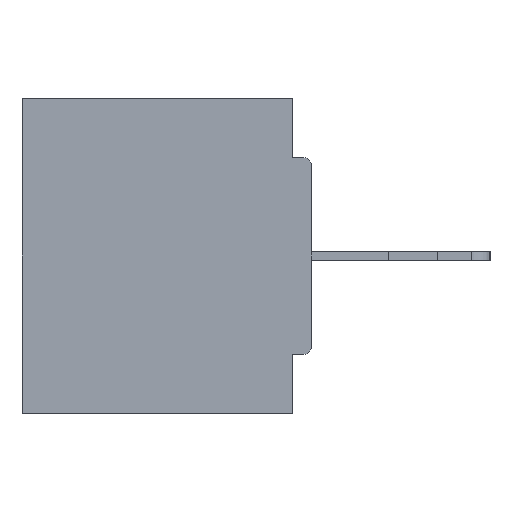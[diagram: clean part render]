
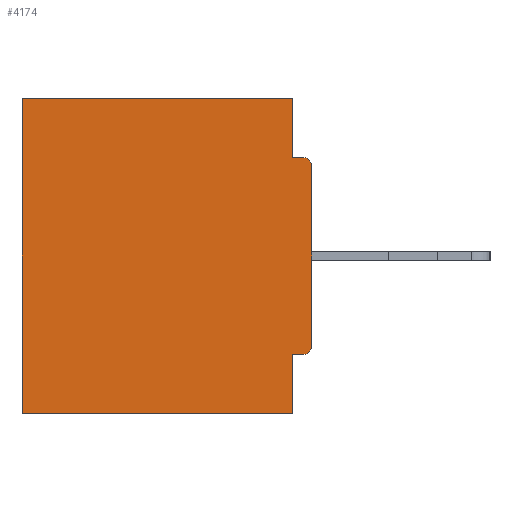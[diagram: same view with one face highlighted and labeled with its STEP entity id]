
A CAD part, left-side view. The second image highlights one B-rep face of the part: STEP entity #4174.
In plain terms, the highlighted planar face has unit normal (-1, 0, 0).
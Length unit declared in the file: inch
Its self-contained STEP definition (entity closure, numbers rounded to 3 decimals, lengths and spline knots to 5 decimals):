
#739 = ORIENTED_EDGE ( 'NONE', *, *, #8721, .T. ) ;
#920 = CARTESIAN_POINT ( 'NONE',  ( 0.298, 0., 0. ) ) ;
#931 = ORIENTED_EDGE ( 'NONE', *, *, #3734, .T. ) ;
#1058 = DIRECTION ( 'NONE',  ( 0., 1., 0. ) ) ;
#1466 = CARTESIAN_POINT ( 'NONE',  ( 0.298, 0.46, 0. ) ) ;
#1787 = VECTOR ( 'NONE', #1058, 39.37008 ) ;
#1860 = CARTESIAN_POINT ( 'NONE',  ( 0.298, 0., -0.4065 ) ) ;
#2187 = ORIENTED_EDGE ( 'NONE', *, *, #31223, .F. ) ;
#2532 = ORIENTED_EDGE ( 'NONE', *, *, #22484, .F. ) ;
#2843 = DIRECTION ( 'NONE',  ( 0., 0., -1. ) ) ;
#3267 = VERTEX_POINT ( 'NONE', #24637 ) ;
#3497 = CIRCLE ( 'NONE', #8687, 0.015 ) ;
#3531 = CARTESIAN_POINT ( 'NONE',  ( 0.298, 0., 0. ) ) ;
#3734 = EDGE_CURVE ( 'NONE', #36956, #28176, #3497, .T. ) ;
#3975 = VERTEX_POINT ( 'NONE', #38651 ) ;
#4058 = CARTESIAN_POINT ( 'NONE',  ( 0.298, 0.015, -0.1085 ) ) ;
#4174 = ADVANCED_FACE ( 'NONE', ( #21720 ), #39648, .F. ) ;
#4983 = EDGE_CURVE ( 'NONE', #3267, #33073, #21625, .T. ) ;
#5814 = CARTESIAN_POINT ( 'NONE',  ( 0.298, 0., -0.5 ) ) ;
#6861 = VECTOR ( 'NONE', #34310, 39.37008 ) ;
#7046 = CARTESIAN_POINT ( 'NONE',  ( 0.298, 0., -0.3915 ) ) ;
#7575 = VERTEX_POINT ( 'NONE', #22747 ) ;
#8434 = CARTESIAN_POINT ( 'NONE',  ( 0.298, 0.031, -0.5 ) ) ;
#8687 = AXIS2_PLACEMENT_3D ( 'NONE', #27364, #12293, #9249 ) ;
#8721 = EDGE_CURVE ( 'NONE', #30469, #25922, #10070, .T. ) ;
#9060 = ORIENTED_EDGE ( 'NONE', *, *, #4983, .F. ) ;
#9249 = DIRECTION ( 'NONE',  ( 0., 0., -1. ) ) ;
#9598 = VECTOR ( 'NONE', #11634, 39.37008 ) ;
#9762 = CARTESIAN_POINT ( 'NONE',  ( 0.298, 0.031, -0.0935 ) ) ;
#10070 = LINE ( 'NONE', #22364, #22144 ) ;
#10929 = DIRECTION ( 'NONE',  ( -1., 0., 0. ) ) ;
#11634 = DIRECTION ( 'NONE',  ( 0., 0., -1. ) ) ;
#12293 = DIRECTION ( 'NONE',  ( -1., 0., 0. ) ) ;
#13007 = ORIENTED_EDGE ( 'NONE', *, *, #18029, .T. ) ;
#13687 = DIRECTION ( 'NONE',  ( 0., 0., -1. ) ) ;
#14570 = EDGE_LOOP ( 'NONE', ( #16933, #2532, #9060, #13007, #739, #2187, #34924, #25605, #931, #24037 ) ) ;
#14888 = DIRECTION ( 'NONE',  ( 0., -1., 0. ) ) ;
#14918 = CARTESIAN_POINT ( 'NONE',  ( 0.298, 0.46, -0.5 ) ) ;
#15786 = AXIS2_PLACEMENT_3D ( 'NONE', #3531, #36433, #15855 ) ;
#15855 = DIRECTION ( 'NONE',  ( 0., 0., -1. ) ) ;
#16081 = DIRECTION ( 'NONE',  ( 0., 1., 0. ) ) ;
#16278 = LINE ( 'NONE', #920, #20621 ) ;
#16933 = ORIENTED_EDGE ( 'NONE', *, *, #33689, .T. ) ;
#16998 = EDGE_CURVE ( 'NONE', #3975, #26387, #26907, .T. ) ;
#18012 = CARTESIAN_POINT ( 'NONE',  ( 0.298, 0.031, -0.5 ) ) ;
#18029 = EDGE_CURVE ( 'NONE', #3267, #30469, #16278, .T. ) ;
#18490 = LINE ( 'NONE', #5814, #30079 ) ;
#18809 = CARTESIAN_POINT ( 'NONE',  ( 0.298, 0., 0. ) ) ;
#20621 = VECTOR ( 'NONE', #16081, 39.37008 ) ;
#21625 = LINE ( 'NONE', #18012, #26774 ) ;
#21720 = FACE_OUTER_BOUND ( 'NONE', #14570, .T. ) ;
#22026 = LINE ( 'NONE', #18809, #6861 ) ;
#22144 = VECTOR ( 'NONE', #13687, 39.37008 ) ;
#22364 = CARTESIAN_POINT ( 'NONE',  ( 0.298, 0.46, 0. ) ) ;
#22484 = EDGE_CURVE ( 'NONE', #33073, #29171, #33422, .T. ) ;
#22747 = CARTESIAN_POINT ( 'NONE',  ( 0.298, 0., -0.1085 ) ) ;
#23204 = DIRECTION ( 'NONE',  ( 0., 0., -1. ) ) ;
#24037 = ORIENTED_EDGE ( 'NONE', *, *, #34828, .F. ) ;
#24637 = CARTESIAN_POINT ( 'NONE',  ( 0.298, 0.031, 0. ) ) ;
#25605 = ORIENTED_EDGE ( 'NONE', *, *, #27405, .F. ) ;
#25922 = VERTEX_POINT ( 'NONE', #14918 ) ;
#26387 = VERTEX_POINT ( 'NONE', #8434 ) ;
#26774 = VECTOR ( 'NONE', #2843, 39.37008 ) ;
#26907 = LINE ( 'NONE', #29748, #9598 ) ;
#27322 = DIRECTION ( 'NONE',  ( 0., 1., 0. ) ) ;
#27364 = CARTESIAN_POINT ( 'NONE',  ( 0.298, 0.015, -0.3915 ) ) ;
#27405 = EDGE_CURVE ( 'NONE', #36956, #3975, #35535, .T. ) ;
#27536 = CARTESIAN_POINT ( 'NONE',  ( 0.298, 0., -0.0935 ) ) ;
#28176 = VERTEX_POINT ( 'NONE', #7046 ) ;
#29133 = VECTOR ( 'NONE', #14888, 39.37008 ) ;
#29171 = VERTEX_POINT ( 'NONE', #35693 ) ;
#29748 = CARTESIAN_POINT ( 'NONE',  ( 0.298, 0.031, -0.5 ) ) ;
#30079 = VECTOR ( 'NONE', #27322, 39.37008 ) ;
#30469 = VERTEX_POINT ( 'NONE', #1466 ) ;
#30866 = AXIS2_PLACEMENT_3D ( 'NONE', #4058, #10929, #23204 ) ;
#31223 = EDGE_CURVE ( 'NONE', #26387, #25922, #18490, .T. ) ;
#32277 = CARTESIAN_POINT ( 'NONE',  ( 0.298, 0.015, -0.4065 ) ) ;
#33073 = VERTEX_POINT ( 'NONE', #9762 ) ;
#33422 = LINE ( 'NONE', #27536, #29133 ) ;
#33689 = EDGE_CURVE ( 'NONE', #7575, #29171, #37309, .T. ) ;
#34310 = DIRECTION ( 'NONE',  ( 0., 0., -1. ) ) ;
#34828 = EDGE_CURVE ( 'NONE', #7575, #28176, #22026, .T. ) ;
#34924 = ORIENTED_EDGE ( 'NONE', *, *, #16998, .F. ) ;
#35535 = LINE ( 'NONE', #1860, #1787 ) ;
#35693 = CARTESIAN_POINT ( 'NONE',  ( 0.298, 0.015, -0.0935 ) ) ;
#36433 = DIRECTION ( 'NONE',  ( 1., 0., 0. ) ) ;
#36956 = VERTEX_POINT ( 'NONE', #32277 ) ;
#37309 = CIRCLE ( 'NONE', #30866, 0.015 ) ;
#38651 = CARTESIAN_POINT ( 'NONE',  ( 0.298, 0.031, -0.4065 ) ) ;
#39648 = PLANE ( 'NONE',  #15786 ) ;
